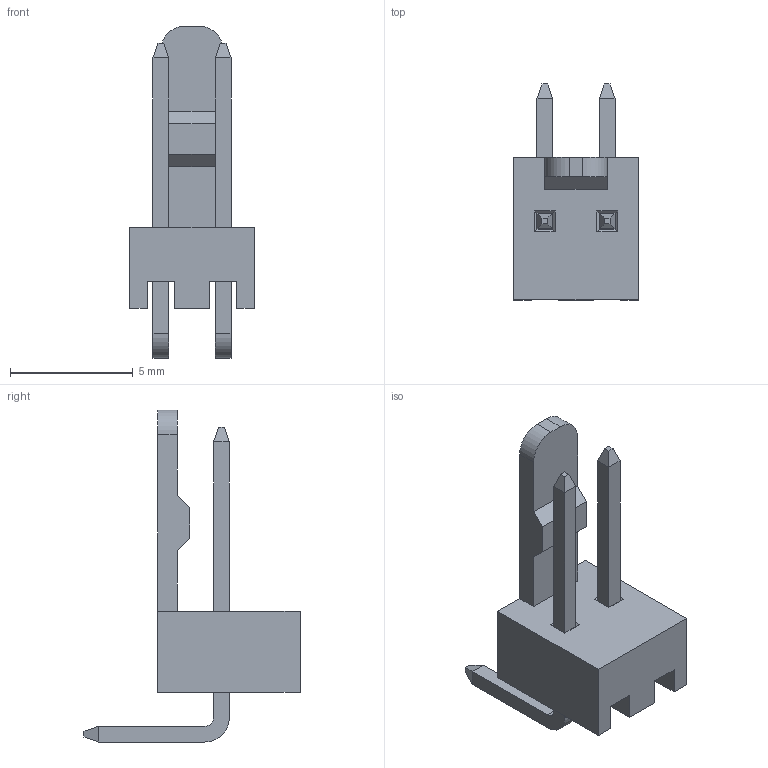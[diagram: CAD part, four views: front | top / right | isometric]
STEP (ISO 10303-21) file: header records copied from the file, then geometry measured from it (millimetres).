
FILE_DESCRIPTION(('STEP AP242'),'1');
FILE_NAME('61900211021.stp','2023-03-11T23:49:43',('TraceParts'),('TraceParts S.A.'),'Spatial InterOp 3D',' ',' ');
FILE_SCHEMA(('AP242_MANAGED_MODEL_BASED_3D_ENGINEERING_MIM_LF {1 0 10303 442 1 1 4}'));
Length unit declared in the file: millimetre
Products named in the file (1): 61900211021_1
Bounding box: 5.08 x 8.8 x 13.52 mm (x, y, z)
Volume: 111.6 mm3; surface area: 318.7 mm2
Topology: 3 solids, 3 shells, 96 faces, 234 edges, 148 vertices
Faces by surface type: plane 90, cylinder 6
Entity records: 3538 total; most frequent: CARTESIAN_POINT 481, ORIENTED_EDGE 468, DIRECTION 444, EDGE_CURVE 234, LINE 222, VECTOR 222, VERTEX_POINT 148, AXIS2_PLACEMENT_3D 111
